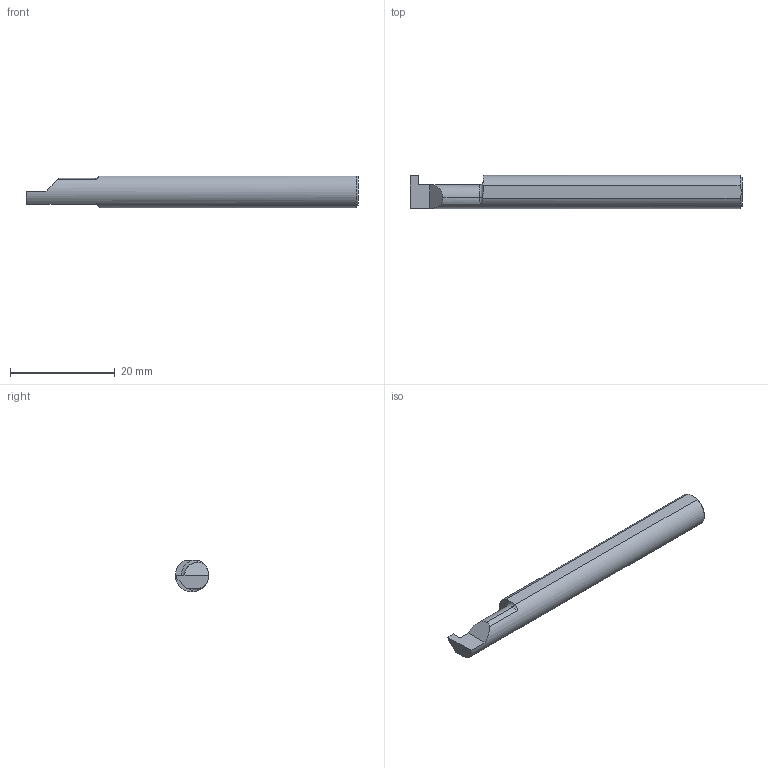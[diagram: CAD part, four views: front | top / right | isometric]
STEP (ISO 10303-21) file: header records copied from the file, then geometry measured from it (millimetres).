
FILE_DESCRIPTION (( 'STEP AP203' ), '1' );
FILE_NAME ('224741-LHGT062Q-8.STEP', '2025-07-01T21:48:16', ( '' ), ( '' ), 'SwSTEP 2.0', 'SolidWorks 2024', '' );
FILE_SCHEMA (( 'CONFIG_CONTROL_DESIGN' ));
Length unit declared in the file: inch
Products named in the file (1): 224741-LHGT062Q-8
Bounding box: 63.5 x 6.34 x 6.1 mm (x, y, z)
Volume: 1755.3 mm3; surface area: 1241.2 mm2
Topology: 1 solids, 1 shells, 22 faces, 57 edges, 37 vertices
Faces by surface type: plane 13, cylinder 4, torus 3, cone 2
Entity records: 777 total; most frequent: CARTESIAN_POINT 181, ORIENTED_EDGE 114, DIRECTION 101, EDGE_CURVE 57, VERTEX_POINT 37, AXIS2_PLACEMENT_3D 35, LINE 31, VECTOR 31
